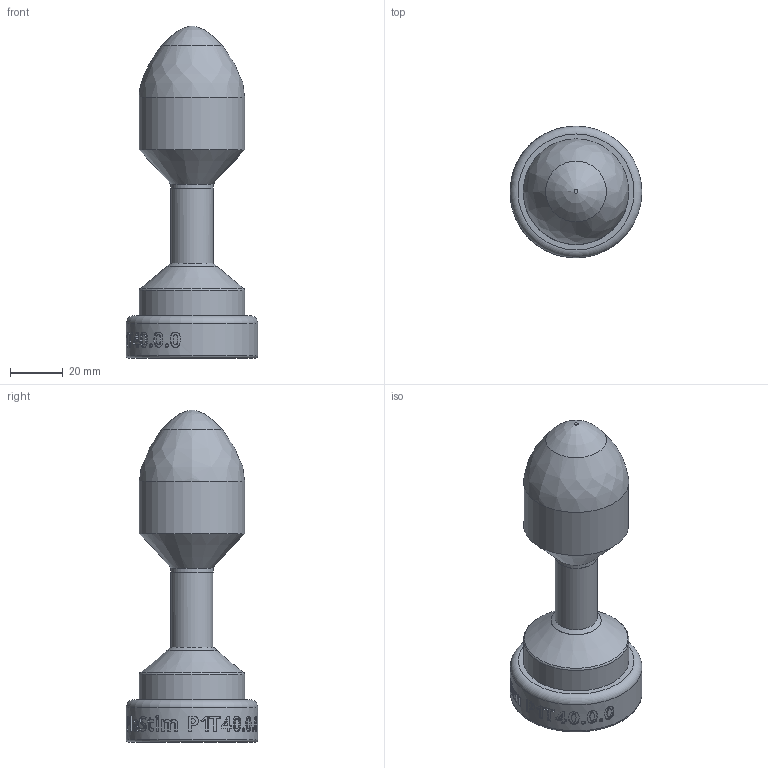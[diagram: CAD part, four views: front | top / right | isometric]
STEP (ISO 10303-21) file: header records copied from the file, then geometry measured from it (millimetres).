
FILE_DESCRIPTION(/* description */ ('STEP AP242 Edition 2','CAx-IF Rec.Pracs.---Representation and Presentation of Product Manufacturing Information (PMI)---4.0---2014-10-13','CAx-IF Rec.Pracs.---3D Tessellated Geometry---0.4---2014-09-14','2;1','CAx-IF Rec.Pracs.---User Defined Attributes---1.5---2016-08-15'),/* implementation_level */ '2;1');
FILE_NAME(/* name */ '693ca69b2194c8f9e60d8b4f',/* time_stamp */ '2025-12-12T23:34:52Z',/* author */ (''),/* organization */ (''),/* preprocessor_version */ 'ST-DEVELOPER v20',/* originating_system */ 'ONSHAPE BY PTC INC, 1.208',/* authorisation */ ' ');
FILE_SCHEMA (('AP242_MANAGED_MODEL_BASED_3D_ENGINEERING_MIM_LF { 1 0 10303 442 3 1 4 }'));
Length unit declared in the file: metre
Products named in the file (7): Insulator; Base; Shaft; Head; Tip; Insulator Base
Bounding box: 50 x 50 x 126 mm (x, y, z)
Volume: 108438.4 mm3; surface area: 39636.2 mm2
Topology: 7 solids, 7 shells, 503 faces, 1354 edges, 900 vertices
Faces by surface type: bspline 210, plane 179, cylinder 108, cone 3, torus 3
Full cylindrical faces by diameter (mm): 4.15 x7, 8 x2, 12 x2, 16 x3, 19 x2, 40 x3, 50 x1
Entity records: 17047 total; most frequent: CARTESIAN_POINT 5620, ORIENTED_EDGE 2634, DIRECTION 1744, EDGE_CURVE 1317, VERTEX_POINT 891, LINE 602, VECTOR 602, EDGE_LOOP 584
